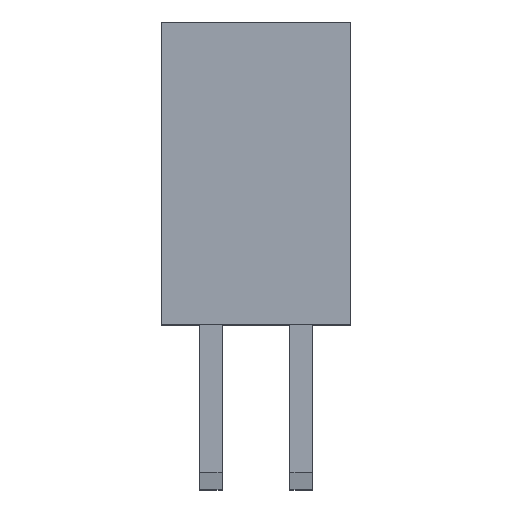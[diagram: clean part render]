
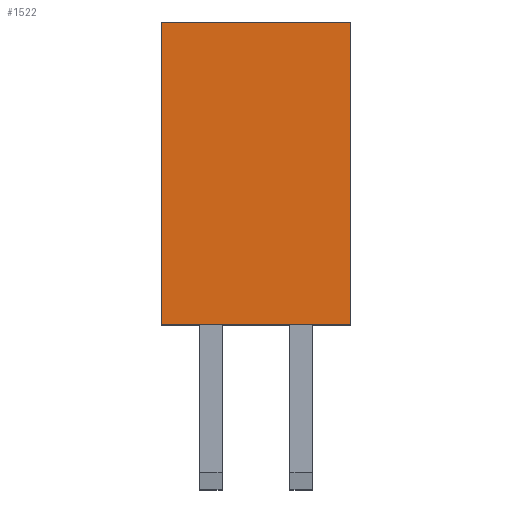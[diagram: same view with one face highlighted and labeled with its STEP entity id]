
A CAD part, top view. The second image highlights one B-rep face of the part: STEP entity #1522.
In plain terms, the highlighted planar face has unit normal (0, 0, 1).
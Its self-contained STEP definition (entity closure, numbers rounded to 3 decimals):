
#80 = ORIENTED_EDGE ( 'NONE', *, *, #1755, .T. ) ;
#144 = VECTOR ( 'NONE', #1098, 1000. ) ;
#196 = AXIS2_PLACEMENT_3D ( 'NONE', #364, #2046, #2804 ) ;
#270 = DIRECTION ( 'NONE',  ( -1., 0., 0. ) ) ;
#364 = CARTESIAN_POINT ( 'NONE',  ( 0., 0., 1.25 ) ) ;
#367 = VERTEX_POINT ( 'NONE', #3061 ) ;
#446 = VECTOR ( 'NONE', #2023, 1000. ) ;
#568 = DIRECTION ( 'NONE',  ( 0., 1., 0. ) ) ;
#656 = ORIENTED_EDGE ( 'NONE', *, *, #1159, .T. ) ;
#843 = EDGE_CURVE ( 'NONE', #367, #2526, #1361, .T. ) ;
#1098 = DIRECTION ( 'NONE',  ( 0., -1., 0. ) ) ;
#1159 = EDGE_CURVE ( 'NONE', #1543, #367, #1821, .T. ) ;
#1348 = CARTESIAN_POINT ( 'NONE',  ( -2.665, 0., 1.25 ) ) ;
#1361 = LINE ( 'NONE', #2770, #144 ) ;
#1437 = CARTESIAN_POINT ( 'NONE',  ( -2.665, 8.5, 1.25 ) ) ;
#1456 = EDGE_CURVE ( 'NONE', #2526, #1716, #2648, .T. ) ;
#1522 = ADVANCED_FACE ( 'NONE', ( #2572 ), #1869, .F. ) ;
#1543 = VERTEX_POINT ( 'NONE', #2429 ) ;
#1716 = VERTEX_POINT ( 'NONE', #1754 ) ;
#1754 = CARTESIAN_POINT ( 'NONE',  ( 2.665, 0., 1.25 ) ) ;
#1755 = EDGE_CURVE ( 'NONE', #1716, #1543, #1924, .T. ) ;
#1821 = LINE ( 'NONE', #1437, #2913 ) ;
#1869 = PLANE ( 'NONE',  #196 ) ;
#1924 = LINE ( 'NONE', #1970, #2183 ) ;
#1970 = CARTESIAN_POINT ( 'NONE',  ( 2.665, 8.5, 1.25 ) ) ;
#2023 = DIRECTION ( 'NONE',  ( 1., 0., 0. ) ) ;
#2046 = DIRECTION ( 'NONE',  ( 0., 0., -1. ) ) ;
#2085 = ORIENTED_EDGE ( 'NONE', *, *, #843, .T. ) ;
#2183 = VECTOR ( 'NONE', #568, 1000. ) ;
#2429 = CARTESIAN_POINT ( 'NONE',  ( 2.665, 8.5, 1.25 ) ) ;
#2526 = VERTEX_POINT ( 'NONE', #1348 ) ;
#2528 = CARTESIAN_POINT ( 'NONE',  ( 2.665, 0., 1.25 ) ) ;
#2572 = FACE_OUTER_BOUND ( 'NONE', #2580, .T. ) ;
#2580 = EDGE_LOOP ( 'NONE', ( #2918, #80, #656, #2085 ) ) ;
#2648 = LINE ( 'NONE', #2528, #446 ) ;
#2770 = CARTESIAN_POINT ( 'NONE',  ( -2.665, 0., 1.25 ) ) ;
#2804 = DIRECTION ( 'NONE',  ( -1., 0., 0. ) ) ;
#2913 = VECTOR ( 'NONE', #270, 1000. ) ;
#2918 = ORIENTED_EDGE ( 'NONE', *, *, #1456, .T. ) ;
#3061 = CARTESIAN_POINT ( 'NONE',  ( -2.665, 8.5, 1.25 ) ) ;
